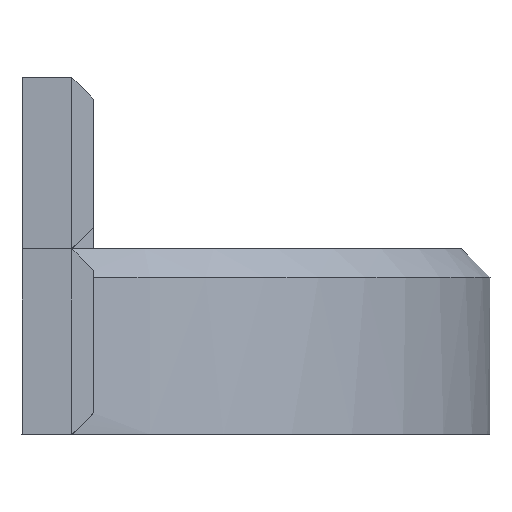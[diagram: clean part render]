
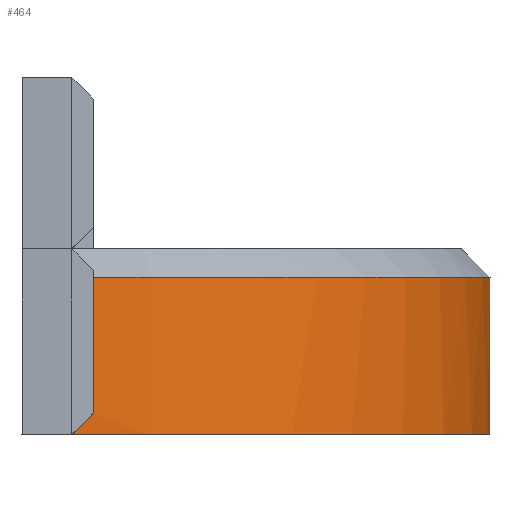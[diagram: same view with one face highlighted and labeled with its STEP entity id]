
A CAD part, front view. The second image highlights one B-rep face of the part: STEP entity #464.
In plain terms, the highlighted cylindrical face has radius 33 mm (diameter 66 mm), a partial arc.
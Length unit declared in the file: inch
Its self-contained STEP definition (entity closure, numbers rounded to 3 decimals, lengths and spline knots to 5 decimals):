
#19=ELLIPSE('',#506,1.83737,1.29921);
#21=CYLINDRICAL_SURFACE('',#505,1.29921);
#26=B_SPLINE_CURVE_WITH_KNOTS('',3,(#694,#695,#696,#697,#698,#699,#700,
#701,#702,#703,#704,#705,#706,#707,#708,#709,#710,#711,#712,#713,#714,#715,
#716,#717,#718,#719,#720,#721,#722,#723,#724,#725,#726,#727),
 .UNSPECIFIED.,.F.,.F.,(4,2,2,2,2,2,2,2,2,2,2,2,2,2,2,2,4),(4.98851,
5.59381,6.21534,6.83687,7.4584,8.07994,
8.70147,9.323,9.94453,10.56606,11.18759,
11.80912,12.43065,13.05218,13.67371,14.29525,
14.41018),.UNSPECIFIED.);
#31=CIRCLE('',#507,1.29921);
#44=FACE_OUTER_BOUND('',#70,.T.);
#70=EDGE_LOOP('',(#317,#318,#319,#320,#321));
#102=LINE('',#733,#152);
#103=LINE('',#735,#153);
#152=VECTOR('',#555,0.3937);
#153=VECTOR('',#556,0.3937);
#205=VERTEX_POINT('',#689);
#206=VERTEX_POINT('',#693);
#207=VERTEX_POINT('',#732);
#208=VERTEX_POINT('',#734);
#209=VERTEX_POINT('',#736);
#248=EDGE_CURVE('',#206,#205,#26,.T.);
#250=EDGE_CURVE('',#206,#207,#102,.T.);
#251=EDGE_CURVE('',#208,#205,#103,.T.);
#252=EDGE_CURVE('',#209,#208,#19,.T.);
#253=EDGE_CURVE('',#207,#209,#31,.T.);
#317=ORIENTED_EDGE('',*,*,#250,.F.);
#318=ORIENTED_EDGE('',*,*,#248,.T.);
#319=ORIENTED_EDGE('',*,*,#251,.F.);
#320=ORIENTED_EDGE('',*,*,#252,.F.);
#321=ORIENTED_EDGE('',*,*,#253,.F.);
#464=ADVANCED_FACE('',(#44),#21,.T.);
#505=AXIS2_PLACEMENT_3D('',#731,#553,#554);
#506=AXIS2_PLACEMENT_3D('',#737,#557,#558);
#507=AXIS2_PLACEMENT_3D('',#738,#559,#560);
#553=DIRECTION('center_axis',(0.,0.,
-1.));
#554=DIRECTION('ref_axis',(1.,0.,0.));
#555=DIRECTION('',(0.,0.,-1.));
#556=DIRECTION('',(0.,0.,1.));
#557=DIRECTION('center_axis',(-0.707,0.,0.707));
#558=DIRECTION('ref_axis',(0.707,0.,0.707));
#559=DIRECTION('center_axis',(0.,0.,-1.));
#560=DIRECTION('ref_axis',(1.,0.,0.));
#689=CARTESIAN_POINT('',(-0.44955,-1.06668,0.43307));
#693=CARTESIAN_POINT('',(-0.6464,1.51573,0.43307));
#694=CARTESIAN_POINT('Ctrl Pts',(-0.6464,1.51573,0.43307));
#695=CARTESIAN_POINT('Ctrl Pts',(-0.56682,1.51534,0.43307));
#696=CARTESIAN_POINT('Ctrl Pts',(-0.48469,1.50751,0.43307));
#697=CARTESIAN_POINT('Ctrl Pts',(-0.31908,1.47506,0.43307));
#698=CARTESIAN_POINT('Ctrl Pts',(-0.23563,1.45,0.43307));
#699=CARTESIAN_POINT('Ctrl Pts',(-0.07559,1.3837,0.43307));
#700=CARTESIAN_POINT('Ctrl Pts',(0.00114,1.34242,0.43307));
#701=CARTESIAN_POINT('Ctrl Pts',(0.14304,1.24702,0.43307));
#702=CARTESIAN_POINT('Ctrl Pts',(0.20821,1.19289,0.43307));
#703=CARTESIAN_POINT('Ctrl Pts',(0.32356,1.07754,0.43307));
#704=CARTESIAN_POINT('Ctrl Pts',(0.37768,1.01237,0.43307));
#705=CARTESIAN_POINT('Ctrl Pts',(0.47309,0.87047,0.43307));
#706=CARTESIAN_POINT('Ctrl Pts',(0.51437,0.79374,0.43307));
#707=CARTESIAN_POINT('Ctrl Pts',(0.58066,0.6337,0.43307));
#708=CARTESIAN_POINT('Ctrl Pts',(0.60573,0.55025,0.43307));
#709=CARTESIAN_POINT('Ctrl Pts',(0.63861,0.38245,0.43307));
#710=CARTESIAN_POINT('Ctrl Pts',(0.64641,0.2981,0.43307));
#711=CARTESIAN_POINT('Ctrl Pts',(0.64641,0.13497,0.43307));
#712=CARTESIAN_POINT('Ctrl Pts',(0.63861,0.05062,0.43307));
#713=CARTESIAN_POINT('Ctrl Pts',(0.60573,-0.11718,0.43307));
#714=CARTESIAN_POINT('Ctrl Pts',(0.58066,-0.20063,0.43307));
#715=CARTESIAN_POINT('Ctrl Pts',(0.51437,-0.36067,0.43307));
#716=CARTESIAN_POINT('Ctrl Pts',(0.47309,-0.4374,0.43307));
#717=CARTESIAN_POINT('Ctrl Pts',(0.37769,-0.5793,0.43307));
#718=CARTESIAN_POINT('Ctrl Pts',(0.32356,-0.64447,0.43307));
#719=CARTESIAN_POINT('Ctrl Pts',(0.20821,-0.75982,0.43307));
#720=CARTESIAN_POINT('Ctrl Pts',(0.14304,-0.81395,0.43307));
#721=CARTESIAN_POINT('Ctrl Pts',(0.00114,-0.90935,
0.43307));
#722=CARTESIAN_POINT('Ctrl Pts',(-0.07559,-0.95063,
0.43307));
#723=CARTESIAN_POINT('Ctrl Pts',(-0.23563,-1.01693,0.43307));
#724=CARTESIAN_POINT('Ctrl Pts',(-0.31908,-1.04199,0.43307));
#725=CARTESIAN_POINT('Ctrl Pts',(-0.41849,-1.06147,0.43307));
#726=CARTESIAN_POINT('Ctrl Pts',(-0.43402,-1.06422,0.43307));
#727=CARTESIAN_POINT('Ctrl Pts',(-0.44955,-1.06668,0.43307));
#731=CARTESIAN_POINT('Origin',(-0.6528,0.21653,0.46854));
#732=CARTESIAN_POINT('',(-0.6464,1.51573,0.));
#733=CARTESIAN_POINT('',(-0.6464,1.51573,0.21654));
#734=CARTESIAN_POINT('',(-0.44955,-1.06668,0.05906));
#735=CARTESIAN_POINT('',(-0.44955,-1.06668,0.24606));
#736=CARTESIAN_POINT('',(-0.5086,-1.07465,0.));
#737=CARTESIAN_POINT('Origin',(-0.6528,0.21653,-0.1442));
#738=CARTESIAN_POINT('Origin',(-0.6528,0.21653,0.));
